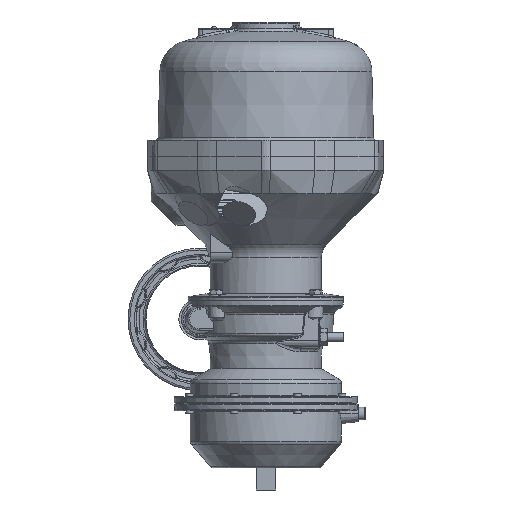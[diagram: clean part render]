
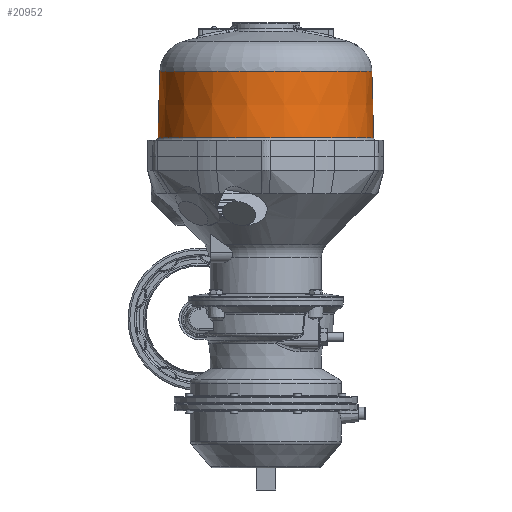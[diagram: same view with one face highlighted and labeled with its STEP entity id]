
A CAD part, left-side view. The second image highlights one B-rep face of the part: STEP entity #20952.
In plain terms, the highlighted conical face has half-angle 1.5 degrees and reference radius 119.301 mm.
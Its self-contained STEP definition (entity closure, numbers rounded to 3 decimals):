
#1091=CONICAL_SURFACE('',#22422,119.301,0.026);
#1374=FACE_OUTER_BOUND('',#2692,.T.);
#2692=EDGE_LOOP('',(#14391,#14392,#14393,#14394,#14395,#14396));
#4735=LINE('',#31561,#6367);
#6367=VECTOR('',#24713,119.301);
#8083=CIRCLE('',#22420,119.301);
#8084=CIRCLE('',#22421,119.301);
#8085=CIRCLE('',#22423,121.247);
#8086=CIRCLE('',#22424,121.247);
#9068=VERTEX_POINT('',#31552);
#9069=VERTEX_POINT('',#31554);
#9070=VERTEX_POINT('',#31558);
#9071=VERTEX_POINT('',#31559);
#11127=EDGE_CURVE('',#9068,#9069,#8083,.T.);
#11128=EDGE_CURVE('',#9069,#9068,#8084,.T.);
#11129=EDGE_CURVE('',#9070,#9071,#8085,.T.);
#11130=EDGE_CURVE('',#9071,#9069,#4735,.T.);
#11131=EDGE_CURVE('',#9071,#9070,#8086,.T.);
#14391=ORIENTED_EDGE('',*,*,#11129,.T.);
#14392=ORIENTED_EDGE('',*,*,#11130,.T.);
#14393=ORIENTED_EDGE('',*,*,#11127,.F.);
#14394=ORIENTED_EDGE('',*,*,#11128,.F.);
#14395=ORIENTED_EDGE('',*,*,#11130,.F.);
#14396=ORIENTED_EDGE('',*,*,#11131,.T.);
#20952=ADVANCED_FACE('',(#1374),#1091,.T.);
#22420=AXIS2_PLACEMENT_3D('',#31555,#24705,#24706);
#22421=AXIS2_PLACEMENT_3D('',#31556,#24707,#24708);
#22422=AXIS2_PLACEMENT_3D('',#31557,#24709,#24710);
#22423=AXIS2_PLACEMENT_3D('',#31560,#24711,#24712);
#22424=AXIS2_PLACEMENT_3D('',#31562,#24714,#24715);
#24705=DIRECTION('center_axis',(0.,0.,
1.));
#24706=DIRECTION('ref_axis',(0.,-1.,0.));
#24707=DIRECTION('center_axis',(0.,0.,
1.));
#24708=DIRECTION('ref_axis',(0.,-1.,0.));
#24709=DIRECTION('center_axis',(0.,0.,
-1.));
#24710=DIRECTION('ref_axis',(0.,1.,0.));
#24711=DIRECTION('center_axis',(0.,0.,
1.));
#24712=DIRECTION('ref_axis',(0.,1.,0.));
#24713=DIRECTION('',(0.,0.026,1.));
#24714=DIRECTION('center_axis',(0.,0.,
1.));
#24715=DIRECTION('ref_axis',(0.,1.,0.));
#31552=CARTESIAN_POINT('',(0.,119.301,244.761));
#31554=CARTESIAN_POINT('',(0.,-119.301,244.761));
#31555=CARTESIAN_POINT('Origin',(0.,0.,
244.761));
#31556=CARTESIAN_POINT('Origin',(0.,0.,
244.761));
#31557=CARTESIAN_POINT('Origin',(0.,0.,
244.761));
#31558=CARTESIAN_POINT('',(0.,121.247,170.421));
#31559=CARTESIAN_POINT('',(0.,-121.247,170.421));
#31560=CARTESIAN_POINT('Origin',(0.,0.,
170.421));
#31561=CARTESIAN_POINT('',(0.,-119.301,244.761));
#31562=CARTESIAN_POINT('Origin',(0.,0.,
170.421));
